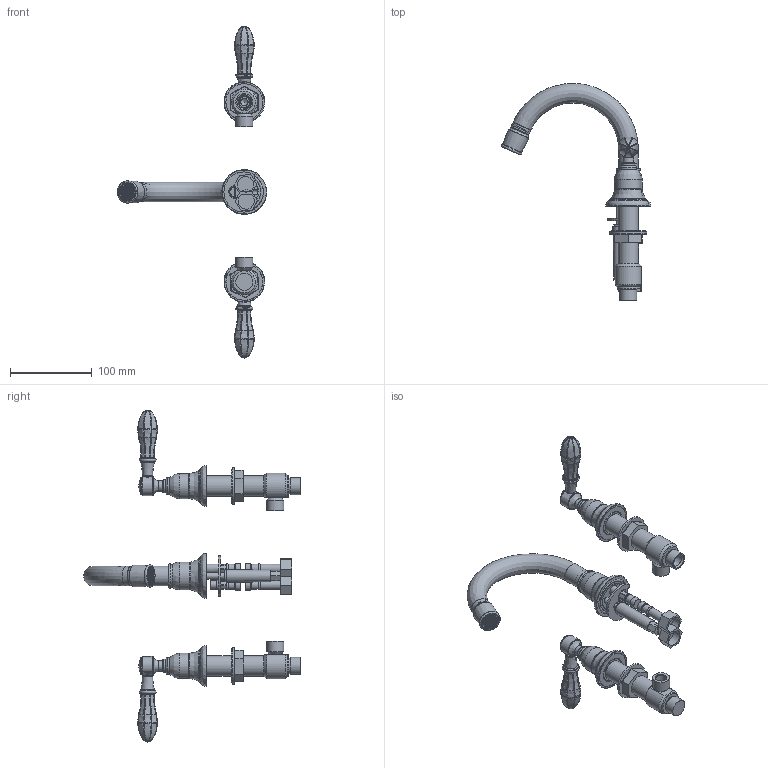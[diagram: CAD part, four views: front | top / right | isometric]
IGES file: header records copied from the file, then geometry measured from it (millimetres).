
Global section: file name: V2K16-GB-NP; native system: Autodesk Inventor 2018; preprocessor: unknown; author: aduggalther; date: 20180907.121543; units: millimetre
Bounding box: 182.91 x 265.47 x 406.4 mm (x, y, z)
Volume: 394634.5 mm3; surface area: 194361.5 mm2
Topology: 50 solids, 51 shells, 3227 faces, 8528 edges, 5655 vertices
Faces by surface type: bspline 3227
